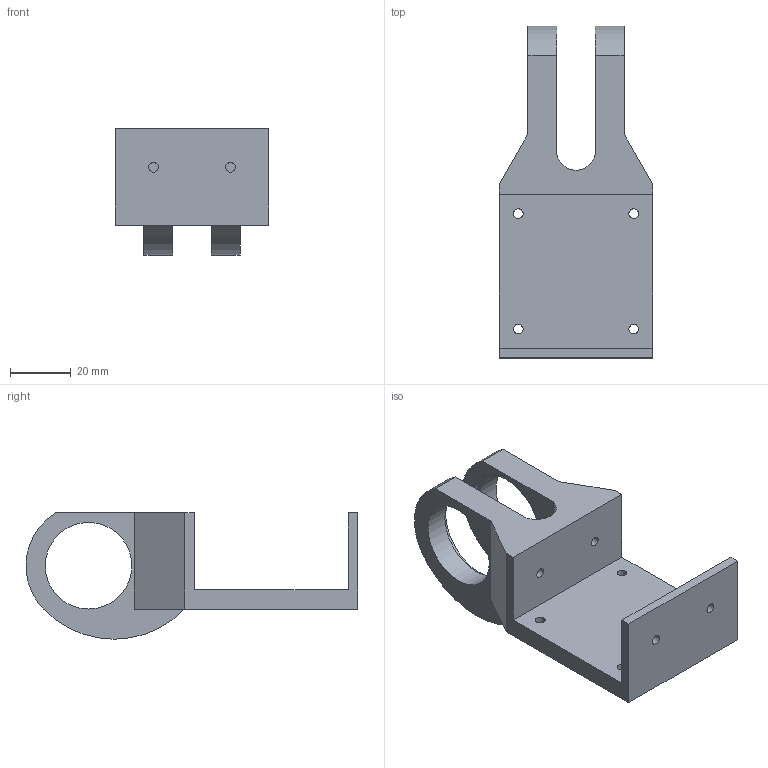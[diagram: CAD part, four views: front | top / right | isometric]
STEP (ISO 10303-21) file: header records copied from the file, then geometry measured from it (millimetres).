
FILE_DESCRIPTION(/* description */ (''),/* implementation_level */ '2;1');
FILE_NAME(/* name */ 'Intake - Mount.stp',/* time_stamp */ '2020-02-15T17:29:32-06:00',/* author */ ('aidan'),/* organization */ (''),/* preprocessor_version */ 'ST-DEVELOPER v18',/* originating_system */ 'Autodesk Inventor 2020',/* authorisation */ '');
FILE_SCHEMA (('AUTOMOTIVE_DESIGN { 1 0 10303 214 3 1 1 }'));
Length unit declared in the file: inch
Products named in the file (1): Intake - Mount
Bounding box: 50.8 x 109.52 x 41.69 mm (x, y, z)
Volume: 57572.5 mm3; surface area: 21207.5 mm2
Topology: 1 solids, 1 shells, 36 faces, 100 edges, 70 vertices
Faces by surface type: plane 19, cylinder 17
Full cylindrical faces by diameter (mm): 3.175 x8, 28.575 x2, 31.115 x2
Entity records: 1263 total; most frequent: DIRECTION 218, CARTESIAN_POINT 207, ORIENTED_EDGE 200, EDGE_CURVE 100, AXIS2_PLACEMENT_3D 81, VERTEX_POINT 70, EDGE_LOOP 56, LINE 56
